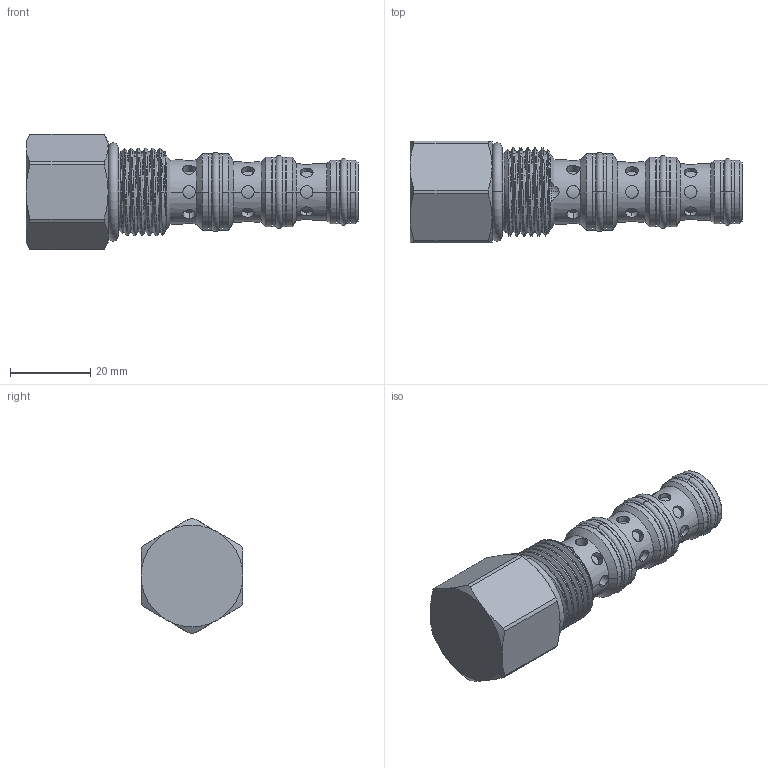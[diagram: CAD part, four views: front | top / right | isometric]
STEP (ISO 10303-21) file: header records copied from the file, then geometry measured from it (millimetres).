
FILE_DESCRIPTION (( 'STEP AP203' ), '1' );
FILE_NAME ('DD10W42-N.STEP', '2023-11-22T05:44:22', ( '' ), ( '' ), 'SwSTEP 2.0', 'SolidWorks 2018', '' );
FILE_SCHEMA (( 'CONFIG_CONTROL_DESIGN' ));
Length unit declared in the file: millimetre
Products named in the file (1): DD10W42-N
Bounding box: 82.97 x 25.4 x 28.8 mm (x, y, z)
Volume: 26312.4 mm3; surface area: 8561.1 mm2
Topology: 1 solids, 1 shells, 236 faces, 521 edges, 327 vertices
Faces by surface type: cylinder 156, cone 36, plane 31, torus 8, bspline 3, sphere 2
Entity records: 10652 total; most frequent: CARTESIAN_POINT 5596, ORIENTED_EDGE 1042, DIRECTION 990, EDGE_CURVE 521, AXIS2_PLACEMENT_3D 412, VERTEX_POINT 327, EDGE_LOOP 276, FACE_OUTER_BOUND 236
